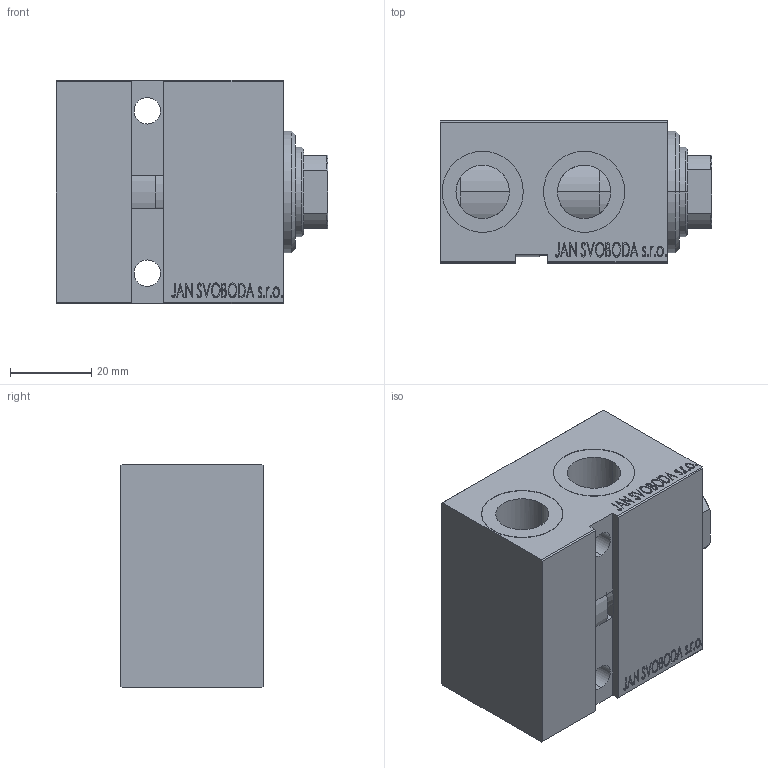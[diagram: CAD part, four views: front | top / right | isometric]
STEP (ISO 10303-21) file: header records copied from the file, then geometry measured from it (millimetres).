
FILE_DESCRIPTION (( 'STEP AP203' ), '1' );
FILE_NAME ('6cb0.STEP', '2021-11-02T04:51:46', ( '' ), ( '' ), 'SwSTEP 2.0', 'SolidWorks 2019', '' );
FILE_SCHEMA (( 'CONFIG_CONTROL_DESIGN' ));
Length unit declared in the file: millimetre
Products named in the file (4): V450CM_E ebcd8e31d06f5965c7b83ee636f785c6; 6cb0; V450CM_E_VCP ebcd8e31d06f5965c7b83ee636f785c6; V450CM_VC_B ebcd8e31d06f5965c7b83ee636f785c6
Assembly tree (3 placements, depth 2):
  6cb0
    V450CM_E ebcd8e31d06f5965c7b83ee636f785c6
    V450CM_E_VCP ebcd8e31d06f5965c7b83ee636f785c6
    V450CM_VC_B ebcd8e31d06f5965c7b83ee636f785c6
Bounding box: 67 x 35 x 55 mm (x, y, z)
Volume: 102991.9 mm3; surface area: 32742 mm2
Topology: 3 solids, 3 shells, 843 faces, 2183 edges, 1448 vertices
Faces by surface type: plane 409, bspline 380, cylinder 42, cone 12
Entity records: 42987 total; most frequent: CARTESIAN_POINT 24486, ORIENTED_EDGE 4362, DIRECTION 2443, EDGE_CURVE 2181, VERTEX_POINT 1448, VECTOR 1309, LINE 1309, EDGE_LOOP 959
